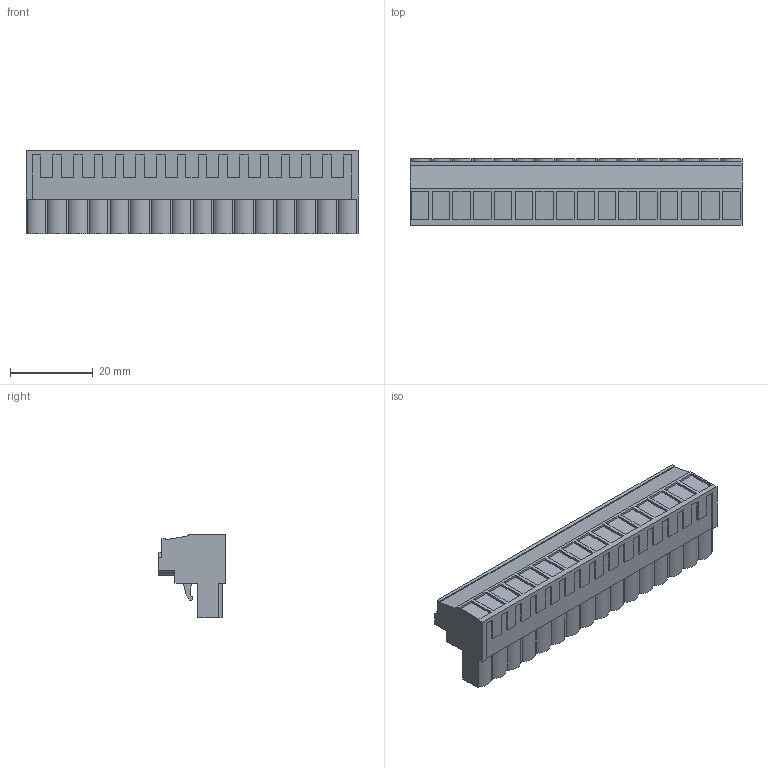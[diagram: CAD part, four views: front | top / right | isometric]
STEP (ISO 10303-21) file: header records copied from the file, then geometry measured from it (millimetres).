
FILE_DESCRIPTION(('CATIA V5 STEP Exchange','CAx-IF Rec.Pracs.--- Model Styling and Organization---1.2---2011-12-15'),'2;1');
FILE_NAME ('D1460299_0_1954350000_1954350000.stp','2017-05-25T06:38:49+00:00',('none'),('Weidmueller'),'CATIA Version 5-6 Release 2014','CATIA V5 STEP AP214','none');
FILE_SCHEMA(('AUTOMOTIVE_DESIGN { 1 0 10303 214 1 1 1 1 }'));
Length unit declared in the file: millimetre
Products named in the file (1): 1954350000
Bounding box: 80 x 16.1 x 20.1 mm (x, y, z)
Volume: 15861.4 mm3; surface area: 8545 mm2
Topology: 17 solids, 17 shells, 1008 faces, 2876 edges, 1966 vertices
Faces by surface type: plane 824, cylinder 184
Entity records: 30732 total; most frequent: CARTESIAN_POINT 5839, ORIENTED_EDGE 5752, DIRECTION 4094, EDGE_CURVE 2876, VECTOR 2412, LINE 2412, VERTEX_POINT 1966, EDGE_LOOP 1072
